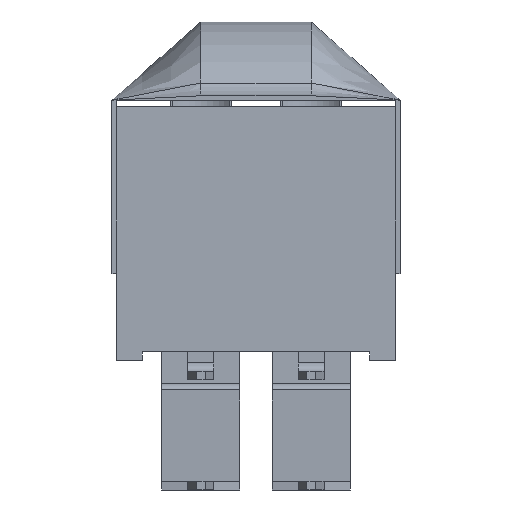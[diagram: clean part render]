
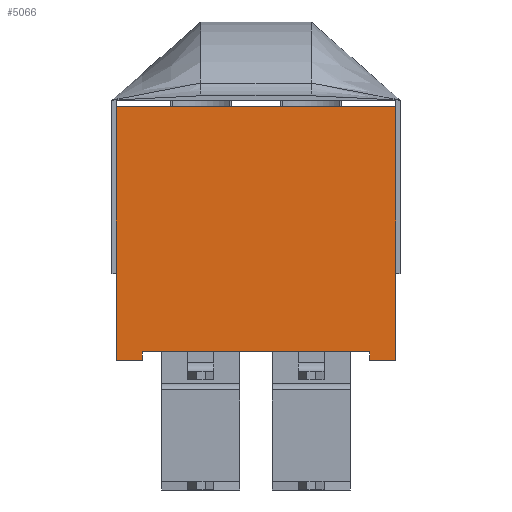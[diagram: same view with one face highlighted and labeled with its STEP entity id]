
A CAD part, front view. The second image highlights one B-rep face of the part: STEP entity #5066.
In plain terms, the highlighted planar face has unit normal (0, -1, 0).
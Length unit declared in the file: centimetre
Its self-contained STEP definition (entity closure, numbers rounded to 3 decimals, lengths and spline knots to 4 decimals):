
#142=PLANE('',#5376);
#459=FACE_OUTER_BOUND('',#736,.T.);
#736=EDGE_LOOP('',(#4235,#4236,#4237,#4238,#4239,#4240,#4241,#4242));
#1186=LINE('',#7927,#1812);
#1247=LINE('',#8164,#1873);
#1258=LINE('',#8185,#1884);
#1283=LINE('',#8235,#1909);
#1296=LINE('',#8258,#1922);
#1300=LINE('',#8265,#1926);
#1303=LINE('',#8270,#1929);
#1304=LINE('',#8271,#1930);
#1812=VECTOR('',#6090,1.);
#1873=VECTOR('',#6157,1.);
#1884=VECTOR('',#6170,1.);
#1909=VECTOR('',#6203,1.);
#1922=VECTOR('',#6230,1.);
#1926=VECTOR('',#6236,1.);
#1929=VECTOR('',#6243,1.);
#1930=VECTOR('',#6244,1.);
#2420=VERTEX_POINT('',#7918);
#2423=VERTEX_POINT('',#7925);
#2507=VERTEX_POINT('',#8163);
#2515=VERTEX_POINT('',#8182);
#2516=VERTEX_POINT('',#8184);
#2536=VERTEX_POINT('',#8232);
#2537=VERTEX_POINT('',#8234);
#2542=VERTEX_POINT('',#8263);
#3023=EDGE_CURVE('',#2423,#2420,#1186,.T.);
#3109=EDGE_CURVE('',#2507,#2420,#1247,.T.);
#3120=EDGE_CURVE('',#2516,#2515,#1258,.T.);
#3145=EDGE_CURVE('',#2537,#2536,#1283,.T.);
#3158=EDGE_CURVE('',#2536,#2516,#1296,.T.);
#3162=EDGE_CURVE('',#2423,#2542,#1300,.T.);
#3165=EDGE_CURVE('',#2507,#2515,#1303,.T.);
#3166=EDGE_CURVE('',#2537,#2542,#1304,.T.);
#4235=ORIENTED_EDGE('',*,*,#3145,.T.);
#4236=ORIENTED_EDGE('',*,*,#3158,.T.);
#4237=ORIENTED_EDGE('',*,*,#3120,.T.);
#4238=ORIENTED_EDGE('',*,*,#3165,.F.);
#4239=ORIENTED_EDGE('',*,*,#3109,.T.);
#4240=ORIENTED_EDGE('',*,*,#3023,.F.);
#4241=ORIENTED_EDGE('',*,*,#3162,.T.);
#4242=ORIENTED_EDGE('',*,*,#3166,.F.);
#5066=ADVANCED_FACE('',(#459),#142,.T.);
#5376=AXIS2_PLACEMENT_3D('',#8269,#6241,#6242);
#6090=DIRECTION('',(1.,0.,0.));
#6157=DIRECTION('',(0.,0.,1.));
#6170=DIRECTION('',(0.,0.,-1.));
#6203=DIRECTION('',(0.,0.,1.));
#6230=DIRECTION('',(1.,0.,0.));
#6236=DIRECTION('',(0.,0.,-1.));
#6241=DIRECTION('center_axis',(0.,-1.,0.));
#6242=DIRECTION('ref_axis',(0.,0.,-1.));
#6243=DIRECTION('',(-1.,0.,0.));
#6244=DIRECTION('',(-1.,0.,0.));
#7918=CARTESIAN_POINT('',(0.322,-0.495,0.2925));
#7925=CARTESIAN_POINT('',(-0.322,-0.495,0.2925));
#7927=CARTESIAN_POINT('',(0.,-0.495,0.2925));
#8163=CARTESIAN_POINT('',(0.322,-0.495,-0.2925));
#8164=CARTESIAN_POINT('',(0.322,-0.495,-0.2925));
#8182=CARTESIAN_POINT('',(0.262,-0.495,-0.2925));
#8184=CARTESIAN_POINT('',(0.262,-0.495,-0.2725));
#8185=CARTESIAN_POINT('',(0.262,-0.495,-0.2925));
#8232=CARTESIAN_POINT('',(-0.262,-0.495,-0.2725));
#8234=CARTESIAN_POINT('',(-0.262,-0.495,-0.2925));
#8235=CARTESIAN_POINT('',(-0.262,-0.495,-0.2925));
#8258=CARTESIAN_POINT('',(0.,-0.495,-0.2725));
#8263=CARTESIAN_POINT('',(-0.322,-0.495,-0.2925));
#8265=CARTESIAN_POINT('',(-0.322,-0.495,-0.2925));
#8269=CARTESIAN_POINT('Origin',(0.,-0.495,-0.2925));
#8270=CARTESIAN_POINT('',(0.,-0.495,-0.2925));
#8271=CARTESIAN_POINT('',(0.,-0.495,-0.2925));
